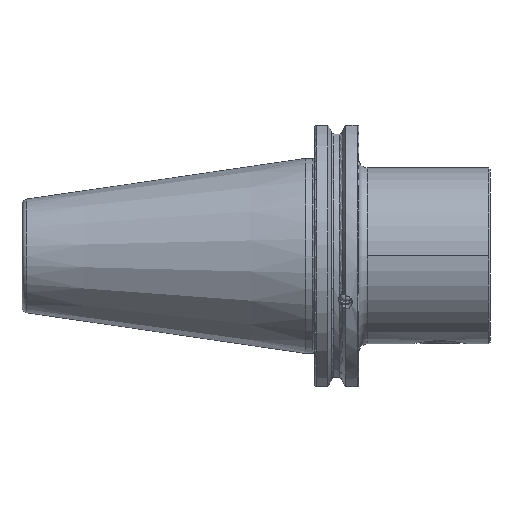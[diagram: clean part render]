
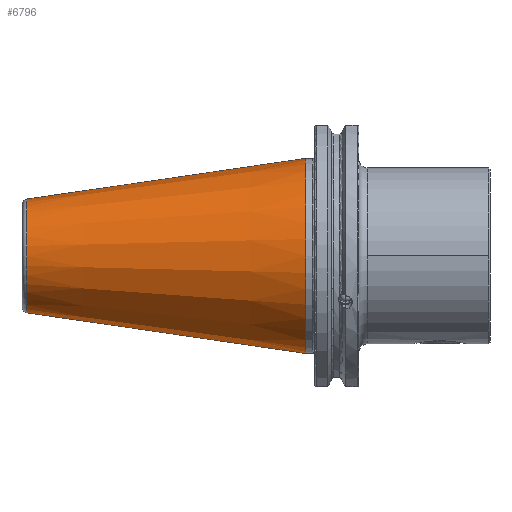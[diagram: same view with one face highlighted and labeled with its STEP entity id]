
A CAD part, front view. The second image highlights one B-rep face of the part: STEP entity #6796.
In plain terms, the highlighted conical face has half-angle 8.297 degrees and reference radius 34.925 mm.
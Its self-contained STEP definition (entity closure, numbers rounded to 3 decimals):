
#306 = VERTEX_POINT ( 'NONE', #2228 ) ;
#472 = EDGE_CURVE ( 'NONE', #6858, #3617, #3732, .T. ) ;
#507 = DIRECTION ( 'NONE',  ( 0., 0., -1. ) ) ;
#512 = CARTESIAN_POINT ( 'NONE',  ( 0., 0., -34.925 ) ) ;
#1136 = DIRECTION ( 'NONE',  ( 1., 0., 0. ) ) ;
#1812 = VECTOR ( 'NONE', #6220, 1000. ) ;
#1903 = LINE ( 'NONE', #5609, #1955 ) ;
#1955 = VECTOR ( 'NONE', #6804, 1000. ) ;
#1971 = CONICAL_SURFACE ( 'NONE', #4069, 34.925, 0.145 ) ;
#2228 = CARTESIAN_POINT ( 'NONE',  ( 0., 0., -34.925 ) ) ;
#2444 = DIRECTION ( 'NONE',  ( -1., 0., 0. ) ) ;
#2557 = DIRECTION ( 'NONE',  ( 0., 0., 1. ) ) ;
#2569 = CARTESIAN_POINT ( 'NONE',  ( 0., 0., 0. ) ) ;
#2570 = ORIENTED_EDGE ( 'NONE', *, *, #4729, .T. ) ;
#2938 = AXIS2_PLACEMENT_3D ( 'NONE', #6349, #7671, #2557 ) ;
#3238 = CARTESIAN_POINT ( 'NONE',  ( -99.889, 0., -20.358 ) ) ;
#3406 = CARTESIAN_POINT ( 'NONE',  ( 0., 0., 34.925 ) ) ;
#3617 = VERTEX_POINT ( 'NONE', #5326 ) ;
#3732 = CIRCLE ( 'NONE', #2938, 20.358 ) ;
#4069 = AXIS2_PLACEMENT_3D ( 'NONE', #6308, #1136, #507 ) ;
#4272 = EDGE_CURVE ( 'NONE', #6858, #306, #4942, .T. ) ;
#4350 = EDGE_CURVE ( 'NONE', #3617, #7416, #1903, .T. ) ;
#4423 = DIRECTION ( 'NONE',  ( 0., 0., 1. ) ) ;
#4519 = ORIENTED_EDGE ( 'NONE', *, *, #4272, .T. ) ;
#4685 = ORIENTED_EDGE ( 'NONE', *, *, #472, .F. ) ;
#4729 = EDGE_CURVE ( 'NONE', #306, #7416, #5643, .T. ) ;
#4942 = LINE ( 'NONE', #512, #1812 ) ;
#5326 = CARTESIAN_POINT ( 'NONE',  ( -99.889, 0., 20.358 ) ) ;
#5609 = CARTESIAN_POINT ( 'NONE',  ( 0., 0., 34.925 ) ) ;
#5643 = CIRCLE ( 'NONE', #7491, 34.925 ) ;
#6220 = DIRECTION ( 'NONE',  ( 0.99, 0., -0.144 ) ) ;
#6308 = CARTESIAN_POINT ( 'NONE',  ( 0., 0., 0. ) ) ;
#6349 = CARTESIAN_POINT ( 'NONE',  ( -99.889, 0., 0. ) ) ;
#6796 = ADVANCED_FACE ( 'NONE', ( #6800 ), #1971, .T. ) ;
#6800 = FACE_OUTER_BOUND ( 'NONE', #8096, .T. ) ;
#6804 = DIRECTION ( 'NONE',  ( 0.99, 0., 0.144 ) ) ;
#6858 = VERTEX_POINT ( 'NONE', #3238 ) ;
#7416 = VERTEX_POINT ( 'NONE', #3406 ) ;
#7491 = AXIS2_PLACEMENT_3D ( 'NONE', #2569, #2444, #4423 ) ;
#7671 = DIRECTION ( 'NONE',  ( -1., 0., 0. ) ) ;
#8004 = ORIENTED_EDGE ( 'NONE', *, *, #4350, .F. ) ;
#8096 = EDGE_LOOP ( 'NONE', ( #8004, #4685, #4519, #2570 ) ) ;
